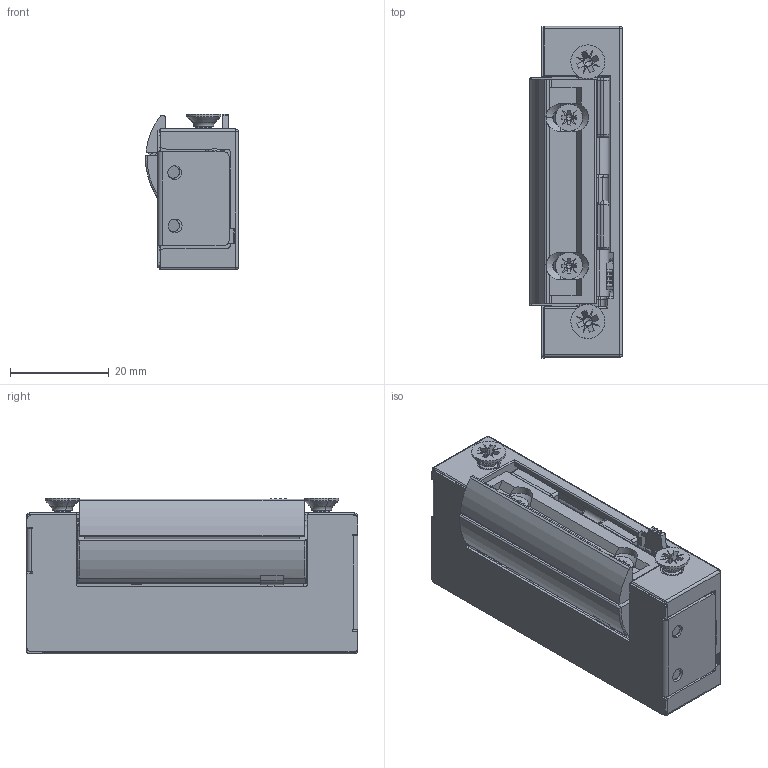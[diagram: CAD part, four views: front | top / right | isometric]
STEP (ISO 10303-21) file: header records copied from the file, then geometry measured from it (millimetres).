
FILE_DESCRIPTION (( 'STEP AP214' ), '1' );
FILE_NAME ('SEE2MI_STPALL.STEP', '2022-05-03T09:22:56', ( '' ), ( '' ), 'SwSTEP 2.0', 'SolidWorks 2020', '' );
FILE_SCHEMA (( 'AUTOMOTIVE_DESIGN' ));
Length unit declared in the file: millimetre
Products named in the file (12): pan head cross recess screw_din_ISO 7045 - M2.5 x 3 - Z --- 3N; 97275 Tapa CE 1400 RF; DIN 7500 M - M4 x 8 ROUREG_M4 x 8; 97114-H Eje pestillo CE67-1400-Radial 02-02-18; 07222 Palanca trinquete CE 1400; countersunk flat head cross recess screw_din2_ISO 7046-1 - M3 x 5 - Z --- 5N; 07218-E Dorsal pestillo; 07217 Caja CE 1400 RF; 07166-B Conector CE 1400 02-02-18_RFT AF; SEE2MI_STPALL; 07314 Frontal pestillo CE 1400 RF Ciego 04-09-19; Borne 1400
Assembly tree (15 placements, depth 2):
  SEE2MI_STPALL
    97114-H Eje pestillo CE67-1400-Radial 02-02-18
    07218-E Dorsal pestillo
    07166-B Conector CE 1400 02-02-18_RFT AF
    Borne 1400  x2
    countersunk flat head cross recess screw_din2_ISO 7046-1 - M3 x 5 - Z --- 5N  x2
    pan head cross recess screw_din_ISO 7045 - M2.5 x 3 - Z --- 3N  x2
    07222 Palanca trinquete CE 1400
    07314 Frontal pestillo CE 1400 RF Ciego 04-09-19
    97275 Tapa CE 1400 RF
    07217 Caja CE 1400 RF
    DIN 7500 M - M4 x 8 ROUREG_M4 x 8  x2
Bounding box: 18.79 x 67.15 x 31.5 mm (x, y, z)
Volume: 17363.5 mm3; surface area: 20860.9 mm2
Topology: 15 solids, 15 shells, 1397 faces, 3731 edges, 2369 vertices
Faces by surface type: plane 721, cylinder 407, cone 170, bspline 95, torus 4
Entity records: 40775 total; most frequent: CARTESIAN_POINT 11259, ORIENTED_EDGE 6336, DIRECTION 5788, EDGE_CURVE 3168, VERTEX_POINT 2032, VECTOR 1930, LINE 1930, AXIS2_PLACEMENT_3D 1929
